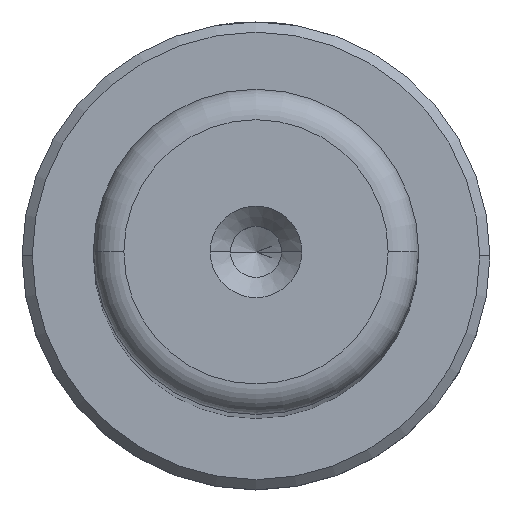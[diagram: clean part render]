
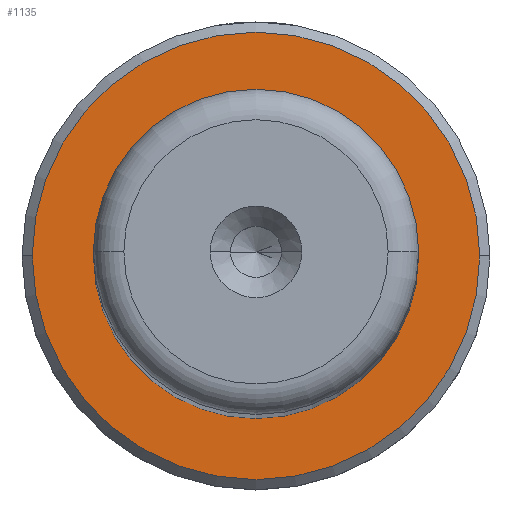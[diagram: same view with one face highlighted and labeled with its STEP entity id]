
A CAD part, top view. The second image highlights one B-rep face of the part: STEP entity #1135.
In plain terms, the highlighted planar face has unit normal (0, 0, 1).
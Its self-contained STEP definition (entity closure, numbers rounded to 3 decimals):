
#11 = CARTESIAN_POINT ( 'NONE',  ( 11., 0., 15. ) ) ;
#16 = CARTESIAN_POINT ( 'NONE',  ( 7.495, 0., 15. ) ) ;
#268 = CIRCLE ( 'NONE', #816, 11. ) ;
#352 = DIRECTION ( 'NONE',  ( 0., 0., 1. ) ) ;
#411 = AXIS2_PLACEMENT_3D ( 'NONE', #1292, #352, #1455 ) ;
#416 = ORIENTED_EDGE ( 'NONE', *, *, #966, .T. ) ;
#427 = DIRECTION ( 'NONE',  ( 1., 0., 0. ) ) ;
#543 = CARTESIAN_POINT ( 'NONE',  ( 0., 0., 15. ) ) ;
#686 = CARTESIAN_POINT ( 'NONE',  ( 0., 0., 15. ) ) ;
#693 = CARTESIAN_POINT ( 'NONE',  ( 0., 0., 15. ) ) ;
#701 = DIRECTION ( 'NONE',  ( -1., 0., 0. ) ) ;
#732 = CARTESIAN_POINT ( 'NONE',  ( 0., 0., 15. ) ) ;
#745 = CARTESIAN_POINT ( 'NONE',  ( -7.495, 0., 15. ) ) ;
#773 = AXIS2_PLACEMENT_3D ( 'NONE', #732, #1366, #427 ) ;
#801 = CARTESIAN_POINT ( 'NONE',  ( -11., 0., 15. ) ) ;
#814 = VERTEX_POINT ( 'NONE', #16 ) ;
#816 = AXIS2_PLACEMENT_3D ( 'NONE', #686, #1805, #852 ) ;
#852 = DIRECTION ( 'NONE',  ( 1., 0., 0. ) ) ;
#858 = DIRECTION ( 'NONE',  ( -1., 0., 0. ) ) ;
#966 = EDGE_CURVE ( 'NONE', #1816, #1547, #268, .T. ) ;
#981 = EDGE_CURVE ( 'NONE', #1616, #814, #1866, .T. ) ;
#995 = EDGE_CURVE ( 'NONE', #814, #1616, #1004, .T. ) ;
#1004 = CIRCLE ( 'NONE', #1559, 7.495 ) ;
#1135 = ADVANCED_FACE ( 'NONE', ( #1513, #1941 ), #1211, .T. ) ;
#1175 = CIRCLE ( 'NONE', #411, 11. ) ;
#1211 = PLANE ( 'NONE',  #773 ) ;
#1238 = AXIS2_PLACEMENT_3D ( 'NONE', #693, #1813, #858 ) ;
#1292 = CARTESIAN_POINT ( 'NONE',  ( 0., 0., 15. ) ) ;
#1366 = DIRECTION ( 'NONE',  ( 0., 0., 1. ) ) ;
#1407 = ORIENTED_EDGE ( 'NONE', *, *, #995, .T. ) ;
#1429 = EDGE_LOOP ( 'NONE', ( #1977, #1407 ) ) ;
#1455 = DIRECTION ( 'NONE',  ( 1., 0., 0. ) ) ;
#1513 = FACE_OUTER_BOUND ( 'NONE', #1591, .T. ) ;
#1547 = VERTEX_POINT ( 'NONE', #801 ) ;
#1559 = AXIS2_PLACEMENT_3D ( 'NONE', #543, #1654, #701 ) ;
#1591 = EDGE_LOOP ( 'NONE', ( #1746, #416 ) ) ;
#1616 = VERTEX_POINT ( 'NONE', #745 ) ;
#1654 = DIRECTION ( 'NONE',  ( 0., 0., -1. ) ) ;
#1746 = ORIENTED_EDGE ( 'NONE', *, *, #2004, .T. ) ;
#1805 = DIRECTION ( 'NONE',  ( 0., 0., 1. ) ) ;
#1813 = DIRECTION ( 'NONE',  ( 0., 0., -1. ) ) ;
#1816 = VERTEX_POINT ( 'NONE', #11 ) ;
#1866 = CIRCLE ( 'NONE', #1238, 7.495 ) ;
#1941 = FACE_BOUND ( 'NONE', #1429, .T. ) ;
#1977 = ORIENTED_EDGE ( 'NONE', *, *, #981, .T. ) ;
#2004 = EDGE_CURVE ( 'NONE', #1547, #1816, #1175, .T. ) ;
